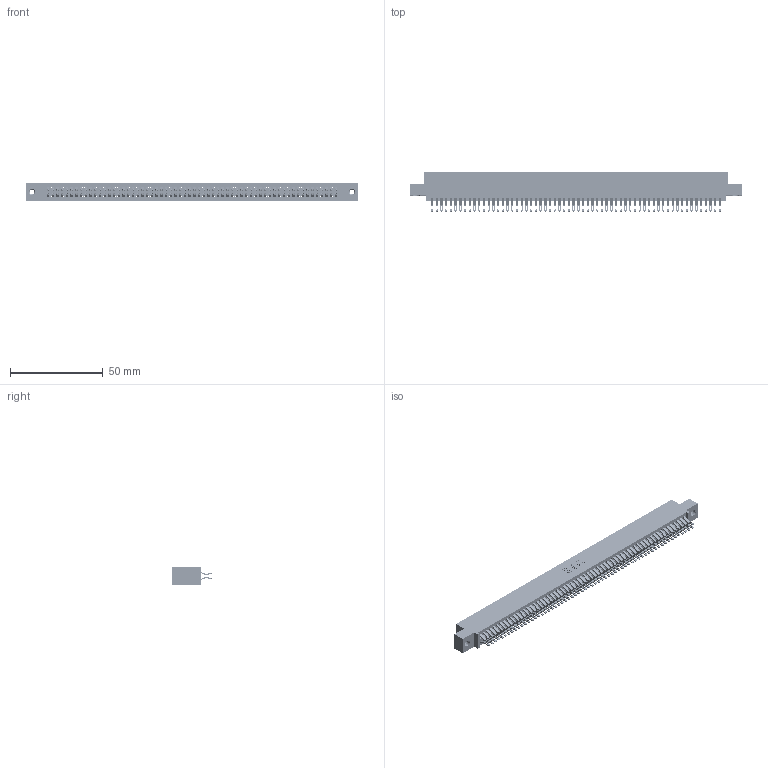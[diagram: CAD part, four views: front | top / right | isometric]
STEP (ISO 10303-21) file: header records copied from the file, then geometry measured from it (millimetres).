
FILE_DESCRIPTION (( 'STEP AP203' ), '1' );
FILE_NAME ('395-124-555-507.STEP', '2019-10-28T12:26:14', ( '' ), ( '' ), 'SwSTEP 2.0', 'SolidWorks 2016', '' );
FILE_SCHEMA (( 'CONFIG_CONTROL_DESIGN' ));
Length unit declared in the file: inch
Products named in the file (4): 345 Part_0.110 Offset - 0.156 Dia-TI; 345-292-001_555 Tail; 345-250-001_345-250-005-103; 395-124-555-507
Assembly tree (127 placements, depth 2):
  395-124-555-507
    345 Part_0.110 Offset - 0.156 Dia-TI
    345-292-001_555 Tail  x124
    345-250-001_345-250-005-103  x2
Bounding box: 178.69 x 21.13 x 9.4 mm (x, y, z)
Volume: 17816.5 mm3; surface area: 28094.8 mm2
Topology: 127 solids, 127 shells, 7134 faces, 22437 edges, 14950 vertices
Faces by surface type: plane 3960, cylinder 3158, cone 12, torus 4
Entity records: 47598 total; most frequent: CARTESIAN_POINT 7977, ORIENTED_EDGE 7874, DIRECTION 7003, EDGE_CURVE 3937, VECTOR 3517, LINE 3517, VERTEX_POINT 2620, AXIS2_PLACEMENT_3D 1743
